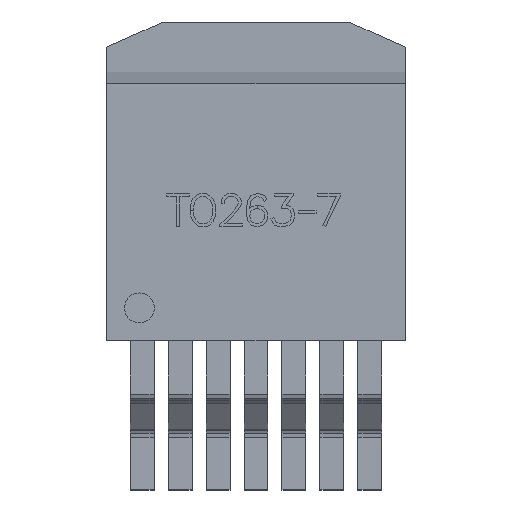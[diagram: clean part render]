
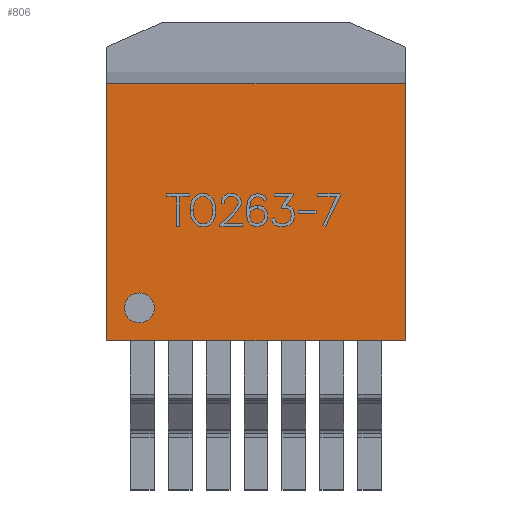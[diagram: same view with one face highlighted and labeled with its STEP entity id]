
A CAD part, top view. The second image highlights one B-rep face of the part: STEP entity #806.
In plain terms, the highlighted face is planar.
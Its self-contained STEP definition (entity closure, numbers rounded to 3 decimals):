
#790 = VERTEX_POINT ( 'NONE', #5830 ) ;
#791 = EDGE_CURVE ( 'NONE', #811, #790, #5829, .T. ) ;
#792 = EDGE_CURVE ( 'NONE', #790, #814, #5825, .T. ) ;
#793 = ORIENTED_EDGE ( 'NONE', *, *, #791, .F. ) ;
#794 = ORIENTED_EDGE ( 'NONE', *, *, #792, .F. ) ;
#806 = ADVANCED_FACE ( 'NONE', ( #5859 ), #5858, .T. ) ;
#807 = EDGE_LOOP ( 'NONE', ( #808, #812, #794, #793 ) ) ;
#808 = ORIENTED_EDGE ( 'NONE', *, *, #809, .F. ) ;
#809 = EDGE_CURVE ( 'NONE', #810, #811, #5853, .T. ) ;
#810 = VERTEX_POINT ( 'NONE', #5849 ) ;
#811 = VERTEX_POINT ( 'NONE', #5848 ) ;
#812 = ORIENTED_EDGE ( 'NONE', *, *, #813, .T. ) ;
#813 = EDGE_CURVE ( 'NONE', #810, #814, #5847, .T. ) ;
#814 = VERTEX_POINT ( 'NONE', #5843 ) ;
#5822 = DIRECTION ( 'NONE',  ( 0., 0., -1. ) ) ;
#5823 = VECTOR ( 'NONE', #5822, 1000. ) ;
#5824 = CARTESIAN_POINT ( 'NONE',  ( 1.575, 4.11, 0. ) ) ;
#5825 = LINE ( 'NONE', #5824, #5823 ) ;
#5826 = DIRECTION ( 'NONE',  ( 0., 1., 0. ) ) ;
#5827 = VECTOR ( 'NONE', #5826, 1000. ) ;
#5828 = CARTESIAN_POINT ( 'NONE',  ( 1.575, -4.5, 10. ) ) ;
#5829 = LINE ( 'NONE', #5828, #5827 ) ;
#5830 = CARTESIAN_POINT ( 'NONE',  ( 1.575, 4.11, 10. ) ) ;
#5843 = CARTESIAN_POINT ( 'NONE',  ( 1.575, 4.11, 0. ) ) ;
#5844 = DIRECTION ( 'NONE',  ( 0., 1., 0. ) ) ;
#5845 = VECTOR ( 'NONE', #5844, 1000. ) ;
#5846 = CARTESIAN_POINT ( 'NONE',  ( 1.575, -4.5, 0. ) ) ;
#5847 = LINE ( 'NONE', #5846, #5845 ) ;
#5848 = CARTESIAN_POINT ( 'NONE',  ( 1.575, -4.5, 10. ) ) ;
#5849 = CARTESIAN_POINT ( 'NONE',  ( 1.575, -4.5, 0. ) ) ;
#5850 = DIRECTION ( 'NONE',  ( 0., 0., 1. ) ) ;
#5851 = VECTOR ( 'NONE', #5850, 1000. ) ;
#5852 = CARTESIAN_POINT ( 'NONE',  ( 1.575, -4.5, 0. ) ) ;
#5853 = LINE ( 'NONE', #5852, #5851 ) ;
#5854 = DIRECTION ( 'NONE',  ( 0., 0., -1. ) ) ;
#5855 = DIRECTION ( 'NONE',  ( 1., 0., 0. ) ) ;
#5856 = CARTESIAN_POINT ( 'NONE',  ( 1.575, 4.11, 0. ) ) ;
#5857 = AXIS2_PLACEMENT_3D ( 'NONE', #5856, #5855, #5854 ) ;
#5858 = PLANE ( 'NONE',  #5857 ) ;
#5859 = FACE_OUTER_BOUND ( 'NONE', #807, .T. ) ;
